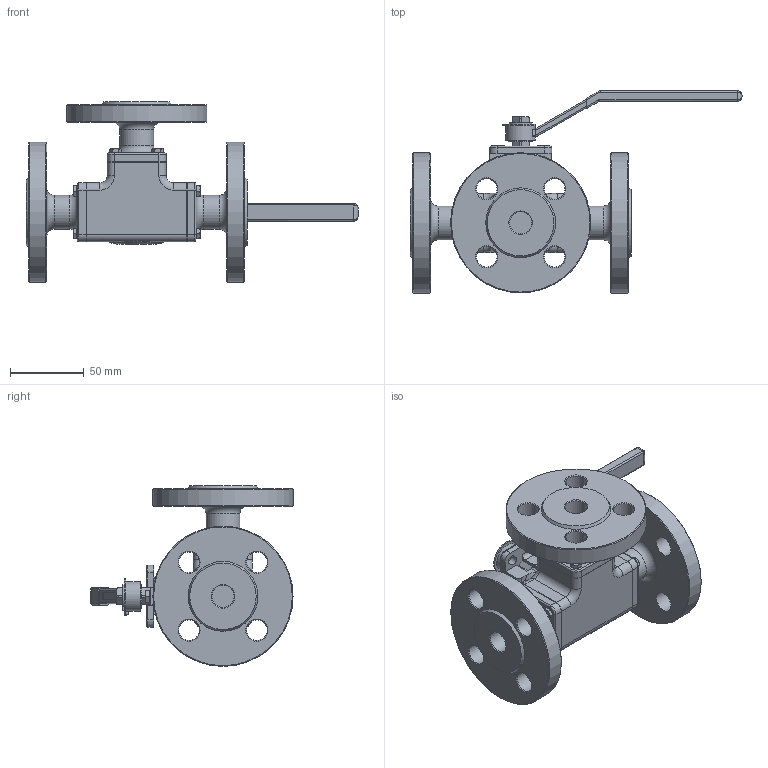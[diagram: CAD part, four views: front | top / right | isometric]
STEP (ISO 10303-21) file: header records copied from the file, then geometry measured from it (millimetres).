
FILE_DESCRIPTION(/* description */ (''),/* implementation_level */ '2;1');
FILE_NAME(/* name */ 'DN15_3D_STEP.stp',/* time_stamp */ '2024-11-02T18:49:36+03:00',/* author */ ('igorr'),/* organization */ (''),/* preprocessor_version */ 'ST-DEVELOPER v20',/* originating_system */ 'Autodesk Inventor 2025',/* authorisation */ '');
FILE_SCHEMA (('AUTOMOTIVE_DESIGN { 1 0 10303 214 3 1 1 }'));
Length unit declared in the file: millimetre
Products named in the file (6): Сборка1; Деталь; Деталь1; AS 1110 - M4 x 8; AS 1110 - M5 x 20; ANSI B18.2.4.2M - M5x0,8
Assembly tree (18 placements, depth 2):
  Сборка1
    Деталь
    Деталь1
    AS 1110 - M4 x 8  x12
    AS 1110 - M5 x 20  x2
    ANSI B18.2.4.2M - M5x0,8  x2
Bounding box: 225 x 137 x 122.5 mm (x, y, z)
Volume: 444827.6 mm3; surface area: 108350.9 mm2
Topology: 18 solids, 19 shells, 932 faces, 2199 edges, 1362 vertices
Faces by surface type: plane 484, cylinder 180, cone 150, bspline 74, torus 44
Full cylindrical faces by diameter (mm): 1.119 x2, 2 x1, 4 x12, 4.134 x2, 5 x14, 6 x2, 7 x12, 8 x2, 11.728 x1, 14 x12, 15 x3, 16 x2, 20 x2, 23 x3, 30 x3, 95 x3
Entity records: 20560 total; most frequent: CARTESIAN_POINT 5152, ORIENTED_EDGE 3062, DIRECTION 2935, EDGE_CURVE 1531, AXIS2_PLACEMENT_3D 1052, VERTEX_POINT 973, LINE 831, VECTOR 831
